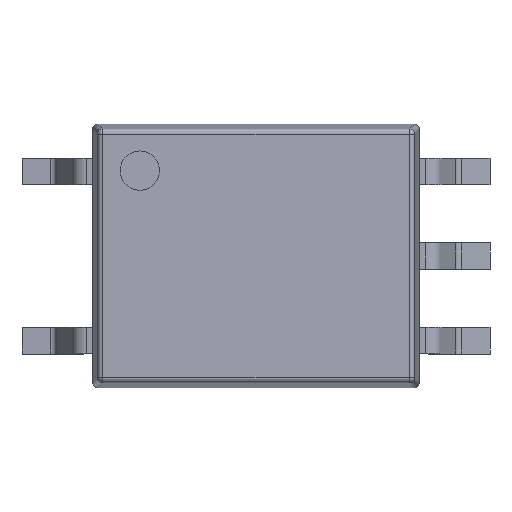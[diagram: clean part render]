
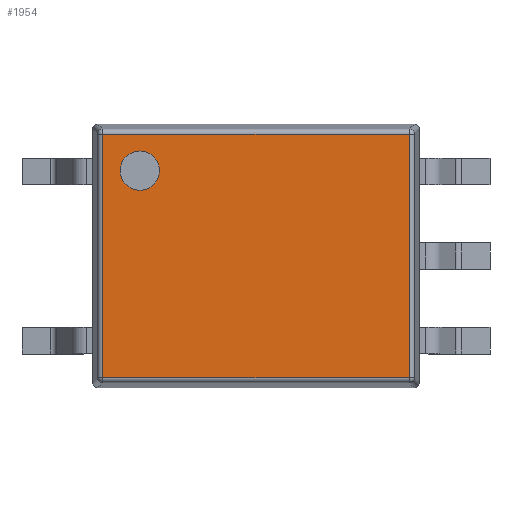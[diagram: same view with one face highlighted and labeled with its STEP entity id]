
A CAD part, top view. The second image highlights one B-rep face of the part: STEP entity #1954.
In plain terms, the highlighted planar face has unit normal (0, 0, 1).
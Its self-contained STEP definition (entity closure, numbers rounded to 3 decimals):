
#83=FACE_BOUND('',#753,.T.);
#94=PLANE('',#2109);
#180=LINE('',#2903,#385);
#184=LINE('',#2923,#389);
#186=LINE('',#2926,#391);
#198=LINE('',#2952,#403);
#385=VECTOR('',#2326,10.);
#389=VECTOR('',#2350,10.);
#391=VECTOR('',#2354,10.);
#403=VECTOR('',#2378,10.);
#641=FACE_OUTER_BOUND('',#752,.T.);
#752=EDGE_LOOP('',(#1517,#1518,#1519,#1520));
#753=EDGE_LOOP('',(#1521));
#854=CIRCLE('',#2110,0.295);
#934=VERTEX_POINT('',#2891);
#935=VERTEX_POINT('',#2895);
#938=VERTEX_POINT('',#2908);
#943=VERTEX_POINT('',#2918);
#960=VERTEX_POINT('',#3001);
#1123=EDGE_CURVE('',#935,#934,#180,.T.);
#1133=EDGE_CURVE('',#938,#943,#184,.T.);
#1135=EDGE_CURVE('',#943,#935,#186,.T.);
#1149=EDGE_CURVE('',#934,#938,#198,.T.);
#1176=EDGE_CURVE('',#960,#960,#854,.T.);
#1517=ORIENTED_EDGE('',*,*,#1133,.F.);
#1518=ORIENTED_EDGE('',*,*,#1149,.F.);
#1519=ORIENTED_EDGE('',*,*,#1123,.F.);
#1520=ORIENTED_EDGE('',*,*,#1135,.F.);
#1521=ORIENTED_EDGE('',*,*,#1176,.T.);
#1954=ADVANCED_FACE('',(#641,#83),#94,.T.);
#2109=AXIS2_PLACEMENT_3D('',#3000,#2431,#2432);
#2110=AXIS2_PLACEMENT_3D('',#3002,#2433,#2434);
#2326=DIRECTION('',(0.,1.,0.));
#2350=DIRECTION('',(0.,-1.,0.));
#2354=DIRECTION('',(-1.,0.,0.));
#2378=DIRECTION('',(1.,0.,0.));
#2431=DIRECTION('center_axis',(0.,0.,1.));
#2432=DIRECTION('ref_axis',(1.,0.,0.));
#2433=DIRECTION('center_axis',(0.,0.,-1.));
#2434=DIRECTION('ref_axis',(-1.,0.,0.));
#2891=CARTESIAN_POINT('',(-2.303,1.828,2.2));
#2895=CARTESIAN_POINT('',(-2.303,-1.828,2.2));
#2903=CARTESIAN_POINT('',(-2.303,0.,2.2));
#2908=CARTESIAN_POINT('',(2.303,1.828,2.2));
#2918=CARTESIAN_POINT('',(2.303,-1.828,2.2));
#2923=CARTESIAN_POINT('',(2.303,0.,2.2));
#2926=CARTESIAN_POINT('',(-1.838,-1.828,2.2));
#2952=CARTESIAN_POINT('',(-1.838,1.828,2.2));
#3000=CARTESIAN_POINT('Origin',(-2.45,0.,2.2));
#3001=CARTESIAN_POINT('',(-1.446,1.279,2.2));
#3002=CARTESIAN_POINT('Origin',(-1.742,1.279,2.2));
